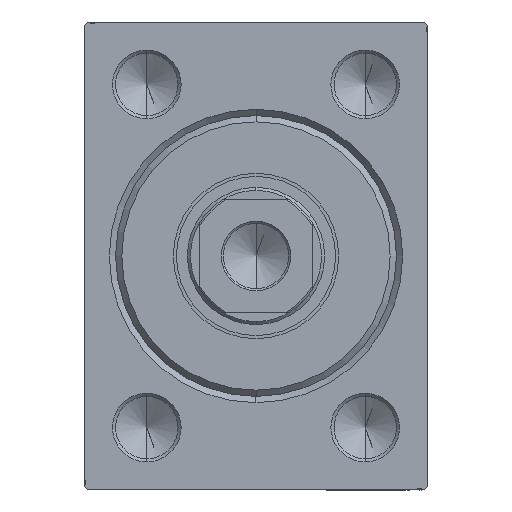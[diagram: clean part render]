
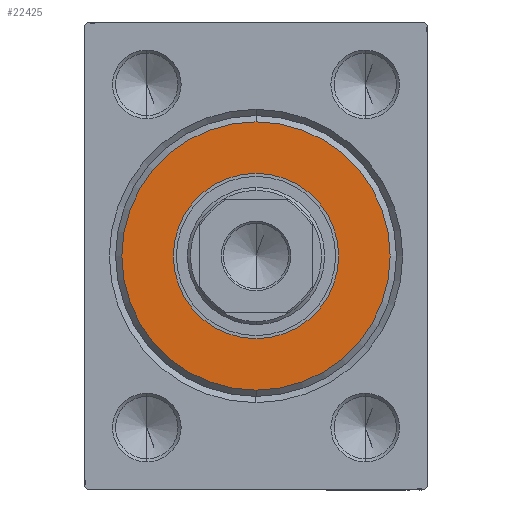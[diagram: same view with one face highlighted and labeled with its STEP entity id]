
A CAD part, left-side view. The second image highlights one B-rep face of the part: STEP entity #22425.
In plain terms, the highlighted face is planar.
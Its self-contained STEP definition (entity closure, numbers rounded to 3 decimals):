
#825 = CARTESIAN_POINT ( 'NONE',  ( 3., 0., -21.5 ) ) ;
#3326 = CARTESIAN_POINT ( 'NONE',  ( 3., 0., 0. ) ) ;
#6266 = CARTESIAN_POINT ( 'NONE',  ( 3., 0., 0. ) ) ;
#10358 = FACE_OUTER_BOUND ( 'NONE', #40596, .T. ) ;
#10452 = CARTESIAN_POINT ( 'NONE',  ( 3., 0., 13.25 ) ) ;
#11013 = AXIS2_PLACEMENT_3D ( 'NONE', #16855, #20034, #13211 ) ;
#11720 = ORIENTED_EDGE ( 'NONE', *, *, #14434, .T. ) ;
#13211 = DIRECTION ( 'NONE',  ( 0., 0., -1. ) ) ;
#13323 = DIRECTION ( 'NONE',  ( 1., 0., 0. ) ) ;
#14434 = EDGE_CURVE ( 'NONE', #30018, #41531, #43356, .T. ) ;
#16261 = EDGE_CURVE ( 'NONE', #20570, #33224, #40467, .T. ) ;
#16855 = CARTESIAN_POINT ( 'NONE',  ( 3., 0., 0. ) ) ;
#16970 = DIRECTION ( 'NONE',  ( 0., 0., -1. ) ) ;
#17204 = DIRECTION ( 'NONE',  ( 1., 0., 0. ) ) ;
#17248 = AXIS2_PLACEMENT_3D ( 'NONE', #3326, #17204, #35153 ) ;
#19295 = CARTESIAN_POINT ( 'NONE',  ( 3., 0., 0. ) ) ;
#20034 = DIRECTION ( 'NONE',  ( 1., 0., 0. ) ) ;
#20570 = VERTEX_POINT ( 'NONE', #10452 ) ;
#20918 = ORIENTED_EDGE ( 'NONE', *, *, #16261, .F. ) ;
#22425 = ADVANCED_FACE ( 'NONE', ( #10358, #27203 ), #30389, .T. ) ;
#22924 = DIRECTION ( 'NONE',  ( 0., 0., -1. ) ) ;
#23020 = AXIS2_PLACEMENT_3D ( 'NONE', #19295, #37029, #35351 ) ;
#25208 = ORIENTED_EDGE ( 'NONE', *, *, #34988, .F. ) ;
#27203 = FACE_BOUND ( 'NONE', #34566, .T. ) ;
#28461 = AXIS2_PLACEMENT_3D ( 'NONE', #40889, #33159, #22924 ) ;
#30018 = VERTEX_POINT ( 'NONE', #36542 ) ;
#30389 = PLANE ( 'NONE',  #36261 ) ;
#32061 = CIRCLE ( 'NONE', #11013, 21.5 ) ;
#33159 = DIRECTION ( 'NONE',  ( 1., 0., 0. ) ) ;
#33224 = VERTEX_POINT ( 'NONE', #41205 ) ;
#33981 = EDGE_CURVE ( 'NONE', #41531, #30018, #32061, .T. ) ;
#34566 = EDGE_LOOP ( 'NONE', ( #25208, #20918 ) ) ;
#34988 = EDGE_CURVE ( 'NONE', #33224, #20570, #39386, .T. ) ;
#35153 = DIRECTION ( 'NONE',  ( 0., 0., -1. ) ) ;
#35351 = DIRECTION ( 'NONE',  ( 0., 0., -1. ) ) ;
#36261 = AXIS2_PLACEMENT_3D ( 'NONE', #6266, #13323, #16970 ) ;
#36542 = CARTESIAN_POINT ( 'NONE',  ( 3., 0., 21.5 ) ) ;
#37029 = DIRECTION ( 'NONE',  ( 1., 0., 0. ) ) ;
#37079 = ORIENTED_EDGE ( 'NONE', *, *, #33981, .T. ) ;
#39386 = CIRCLE ( 'NONE', #28461, 13.25 ) ;
#40467 = CIRCLE ( 'NONE', #17248, 13.25 ) ;
#40596 = EDGE_LOOP ( 'NONE', ( #11720, #37079 ) ) ;
#40889 = CARTESIAN_POINT ( 'NONE',  ( 3., 0., 0. ) ) ;
#41205 = CARTESIAN_POINT ( 'NONE',  ( 3., 0., -13.25 ) ) ;
#41531 = VERTEX_POINT ( 'NONE', #825 ) ;
#43356 = CIRCLE ( 'NONE', #23020, 21.5 ) ;
